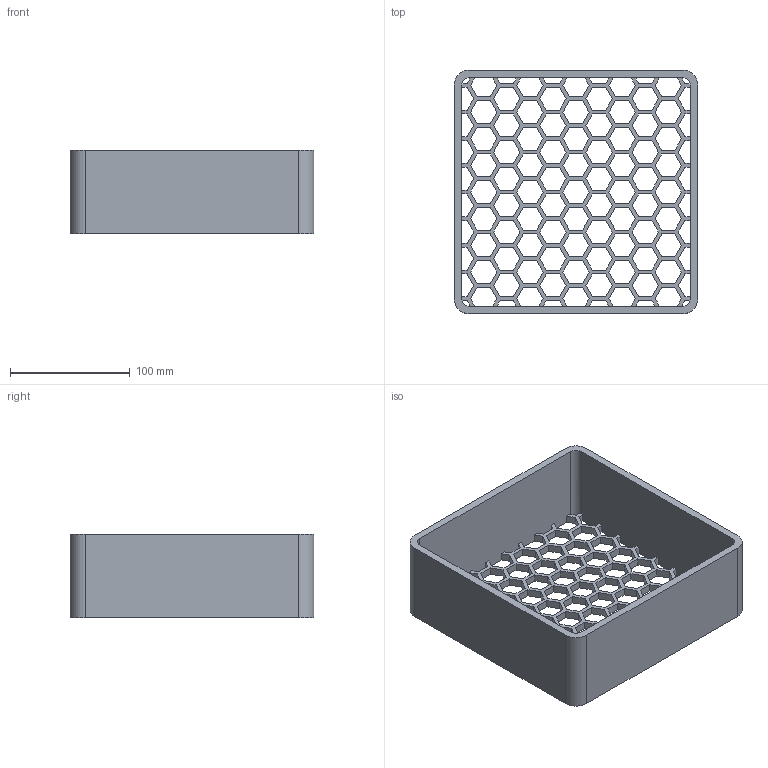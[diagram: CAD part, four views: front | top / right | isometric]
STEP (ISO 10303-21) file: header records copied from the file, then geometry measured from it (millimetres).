
FILE_DESCRIPTION(/* description */ (''),/* implementation_level */ '2;1');
FILE_NAME(/* name */ 'hex napkin holder v1.5.step',/* time_stamp */ '2024-07-07T15:39:20-04:00',/* author */ (''),/* organization */ (''),/* preprocessor_version */ 'ST-DEVELOPER v20',/* originating_system */ 'Autodesk Translation Framework v13.14.0.145',/* authorisation */ '');
FILE_SCHEMA (('AUTOMOTIVE_DESIGN { 1 0 10303 214 3 1 1 }'));
Length unit declared in the file: inch
Products named in the file (1): hex napkin holder
Bounding box: 203.2 x 203.2 x 69.85 mm (x, y, z)
Volume: 403261.6 mm3; surface area: 171595.6 mm2
Topology: 1 solids, 1 shells, 567 faces, 1806 edges, 1204 vertices
Faces by surface type: plane 559, cylinder 8
Entity records: 19995 total; most frequent: ORIENTED_EDGE 3612, CARTESIAN_POINT 3578, DIRECTION 2962, EDGE_CURVE 1806, LINE 1786, VECTOR 1786, VERTEX_POINT 1204, EDGE_LOOP 740
